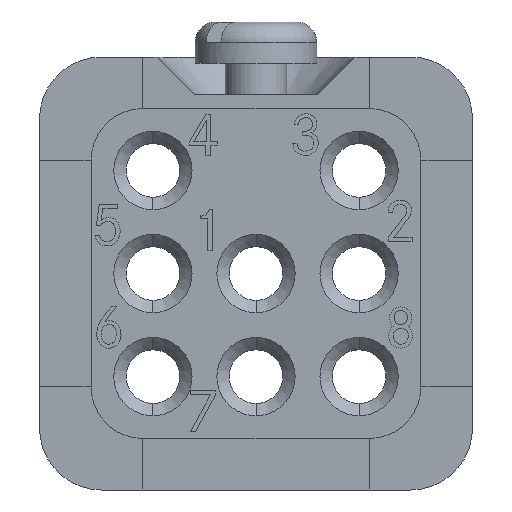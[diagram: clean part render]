
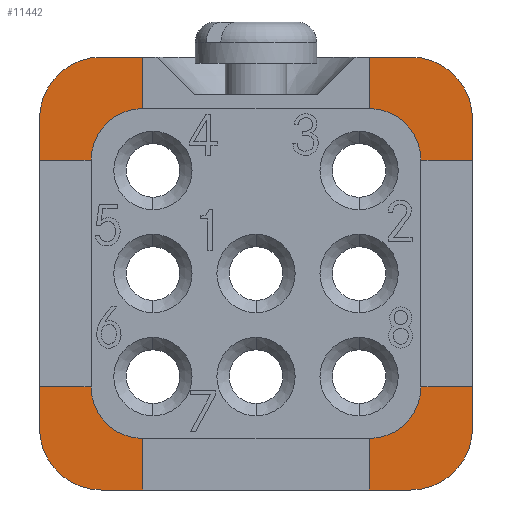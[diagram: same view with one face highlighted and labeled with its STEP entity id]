
A CAD part, front view. The second image highlights one B-rep face of the part: STEP entity #11442.
In plain terms, the highlighted planar face has unit normal (0, -1, 0).
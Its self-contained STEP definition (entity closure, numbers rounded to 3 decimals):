
#11143=CARTESIAN_POINT('',(5.5,-1.2,8.));
#11144=VERTEX_POINT('',#11143);
#11151=CARTESIAN_POINT('',(5.5,-1.2,10.5));
#11152=VERTEX_POINT('',#11151);
#11153=CARTESIAN_POINT('',(5.5,-1.2,-12339.75));
#11154=DIRECTION('',(0.,0.,1.));
#11155=VECTOR('',#11154,24690.);
#11156=LINE('',#11153,#11155);
#11157=EDGE_CURVE('',#11144,#11152,#11156,.T.);
#11173=CARTESIAN_POINT('',(-5.5,-1.2,8.));
#11174=VERTEX_POINT('',#11173);
#11182=CARTESIAN_POINT('',(-5.5,-1.2,10.5));
#11183=VERTEX_POINT('',#11182);
#11190=CARTESIAN_POINT('',(-5.5,-1.2,12347.75));
#11191=DIRECTION('',(-0.,0.,-1.));
#11192=VECTOR('',#11191,24690.);
#11193=LINE('',#11190,#11192);
#11194=EDGE_CURVE('',#11183,#11174,#11193,.T.);
#11301=CARTESIAN_POINT('',(0.,-1.2,0.));
#11302=DIRECTION('',(0.,1.,0.));
#11303=DIRECTION('',(0.,0.,1.));
#11304=AXIS2_PLACEMENT_3D('',#11301,#11302,#11303);
#11305=PLANE('',#11304);
#11306=ORIENTED_EDGE('',*,*,#11194,.F.);
#11307=CARTESIAN_POINT('',(-7.5,-1.2,10.5));
#11308=VERTEX_POINT('',#11307);
#11309=CARTESIAN_POINT('',(-12348.75,-1.2,10.5));
#11310=DIRECTION('',(1.,-0.,-0.));
#11311=VECTOR('',#11310,24690.);
#11312=LINE('',#11309,#11311);
#11313=EDGE_CURVE('',#11308,#11183,#11312,.T.);
#11314=ORIENTED_EDGE('',*,*,#11313,.F.);
#11315=CARTESIAN_POINT('',(-10.5,-1.2,7.5));
#11316=VERTEX_POINT('',#11315);
#11317=CARTESIAN_POINT('',(-7.5,-1.2,7.5));
#11318=DIRECTION('',(0.,1.,0.));
#11319=DIRECTION('',(0.,0.,-1.));
#11320=AXIS2_PLACEMENT_3D('',#11317,#11318,#11319);
#11321=CIRCLE('',#11320,3.);
#11322=EDGE_CURVE('',#11316,#11308,#11321,.T.);
#11323=ORIENTED_EDGE('',*,*,#11322,.F.);
#11324=CARTESIAN_POINT('',(-10.5,-1.2,-7.5));
#11325=VERTEX_POINT('',#11324);
#11326=CARTESIAN_POINT('',(-10.5,-1.2,-12348.75));
#11327=DIRECTION('',(-0.,0.,1.));
#11328=VECTOR('',#11327,24690.);
#11329=LINE('',#11326,#11328);
#11330=EDGE_CURVE('',#11325,#11316,#11329,.T.);
#11331=ORIENTED_EDGE('',*,*,#11330,.F.);
#11332=CARTESIAN_POINT('',(-7.5,-1.2,-10.5));
#11333=VERTEX_POINT('',#11332);
#11334=CARTESIAN_POINT('',(-7.5,-1.2,-7.5));
#11335=DIRECTION('',(0.,1.,0.));
#11336=DIRECTION('',(0.,0.,-1.));
#11337=AXIS2_PLACEMENT_3D('',#11334,#11335,#11336);
#11338=CIRCLE('',#11337,3.);
#11339=EDGE_CURVE('',#11333,#11325,#11338,.T.);
#11340=ORIENTED_EDGE('',*,*,#11339,.F.);
#11341=CARTESIAN_POINT('',(7.5,-1.2,-10.5));
#11342=VERTEX_POINT('',#11341);
#11343=CARTESIAN_POINT('',(12348.75,-1.2,-10.5));
#11344=DIRECTION('',(-1.,-0.,0.));
#11345=VECTOR('',#11344,24690.);
#11346=LINE('',#11343,#11345);
#11347=EDGE_CURVE('',#11342,#11333,#11346,.T.);
#11348=ORIENTED_EDGE('',*,*,#11347,.F.);
#11349=CARTESIAN_POINT('',(10.5,-1.2,-7.5));
#11350=VERTEX_POINT('',#11349);
#11351=CARTESIAN_POINT('',(7.5,-1.2,-7.5));
#11352=DIRECTION('',(0.,1.,0.));
#11353=DIRECTION('',(0.,0.,-1.));
#11354=AXIS2_PLACEMENT_3D('',#11351,#11352,#11353);
#11355=CIRCLE('',#11354,3.);
#11356=EDGE_CURVE('',#11350,#11342,#11355,.T.);
#11357=ORIENTED_EDGE('',*,*,#11356,.F.);
#11358=CARTESIAN_POINT('',(10.5,-1.2,7.5));
#11359=VERTEX_POINT('',#11358);
#11360=CARTESIAN_POINT('',(10.5,-1.2,12348.75));
#11361=DIRECTION('',(-0.,-0.,-1.));
#11362=VECTOR('',#11361,24690.);
#11363=LINE('',#11360,#11362);
#11364=EDGE_CURVE('',#11359,#11350,#11363,.T.);
#11365=ORIENTED_EDGE('',*,*,#11364,.F.);
#11366=CARTESIAN_POINT('',(7.5,-1.2,10.5));
#11367=VERTEX_POINT('',#11366);
#11368=CARTESIAN_POINT('',(7.5,-1.2,7.5));
#11369=DIRECTION('',(0.,1.,0.));
#11370=DIRECTION('',(0.,0.,-1.));
#11371=AXIS2_PLACEMENT_3D('',#11368,#11369,#11370);
#11372=CIRCLE('',#11371,3.);
#11373=EDGE_CURVE('',#11367,#11359,#11372,.T.);
#11374=ORIENTED_EDGE('',*,*,#11373,.F.);
#11375=CARTESIAN_POINT('',(-12348.75,-1.2,10.5));
#11376=DIRECTION('',(1.,-0.,-0.));
#11377=VECTOR('',#11376,24690.);
#11378=LINE('',#11375,#11377);
#11379=EDGE_CURVE('',#11152,#11367,#11378,.T.);
#11380=ORIENTED_EDGE('',*,*,#11379,.F.);
#11381=ORIENTED_EDGE('',*,*,#11157,.F.);
#11382=CARTESIAN_POINT('',(8.,-1.2,5.5));
#11383=VERTEX_POINT('',#11382);
#11384=CARTESIAN_POINT('',(5.5,-1.2,5.5));
#11385=DIRECTION('',(0.,1.,0.));
#11386=DIRECTION('',(0.,0.,-1.));
#11387=AXIS2_PLACEMENT_3D('',#11384,#11385,#11386);
#11388=CIRCLE('',#11387,2.5);
#11389=EDGE_CURVE('',#11144,#11383,#11388,.T.);
#11390=ORIENTED_EDGE('',*,*,#11389,.T.);
#11391=CARTESIAN_POINT('',(8.,-1.2,-5.5));
#11392=VERTEX_POINT('',#11391);
#11393=CARTESIAN_POINT('',(8.,-1.2,12347.75));
#11394=DIRECTION('',(-0.,-0.,-1.));
#11395=VECTOR('',#11394,24690.);
#11396=LINE('',#11393,#11395);
#11397=EDGE_CURVE('',#11383,#11392,#11396,.T.);
#11398=ORIENTED_EDGE('',*,*,#11397,.T.);
#11399=CARTESIAN_POINT('',(5.5,-1.2,-8.));
#11400=VERTEX_POINT('',#11399);
#11401=CARTESIAN_POINT('',(5.5,-1.2,-5.5));
#11402=DIRECTION('',(0.,1.,0.));
#11403=DIRECTION('',(0.,0.,-1.));
#11404=AXIS2_PLACEMENT_3D('',#11401,#11402,#11403);
#11405=CIRCLE('',#11404,2.5);
#11406=EDGE_CURVE('',#11392,#11400,#11405,.T.);
#11407=ORIENTED_EDGE('',*,*,#11406,.T.);
#11408=CARTESIAN_POINT('',(-5.5,-1.2,-8.));
#11409=VERTEX_POINT('',#11408);
#11410=CARTESIAN_POINT('',(12347.75,-1.2,-8.));
#11411=DIRECTION('',(-1.,-0.,0.));
#11412=VECTOR('',#11411,24690.);
#11413=LINE('',#11410,#11412);
#11414=EDGE_CURVE('',#11400,#11409,#11413,.T.);
#11415=ORIENTED_EDGE('',*,*,#11414,.T.);
#11416=CARTESIAN_POINT('',(-8.,-1.2,-5.5));
#11417=VERTEX_POINT('',#11416);
#11418=CARTESIAN_POINT('',(-5.5,-1.2,-5.5));
#11419=DIRECTION('',(0.,1.,0.));
#11420=DIRECTION('',(0.,0.,-1.));
#11421=AXIS2_PLACEMENT_3D('',#11418,#11419,#11420);
#11422=CIRCLE('',#11421,2.5);
#11423=EDGE_CURVE('',#11409,#11417,#11422,.T.);
#11424=ORIENTED_EDGE('',*,*,#11423,.T.);
#11425=CARTESIAN_POINT('',(-8.,-1.2,5.5));
#11426=VERTEX_POINT('',#11425);
#11427=CARTESIAN_POINT('',(-8.,-1.2,-12347.75));
#11428=DIRECTION('',(-0.,0.,1.));
#11429=VECTOR('',#11428,24690.);
#11430=LINE('',#11427,#11429);
#11431=EDGE_CURVE('',#11417,#11426,#11430,.T.);
#11432=ORIENTED_EDGE('',*,*,#11431,.T.);
#11433=CARTESIAN_POINT('',(-5.5,-1.2,5.5));
#11434=DIRECTION('',(0.,1.,0.));
#11435=DIRECTION('',(0.,0.,-1.));
#11436=AXIS2_PLACEMENT_3D('',#11433,#11434,#11435);
#11437=CIRCLE('',#11436,2.5);
#11438=EDGE_CURVE('',#11426,#11174,#11437,.T.);
#11439=ORIENTED_EDGE('',*,*,#11438,.T.);
#11440=EDGE_LOOP('',(#11306,#11314,#11323,#11331,#11340,#11348,#11357,#11365,#11374,#11380,#11381,#11390,#11398,#11407,#11415,#11424,#11432,#11439));
#11441=FACE_BOUND('',#11440,.T.);
#11442=ADVANCED_FACE('',(#11441),#11305,.F.);
